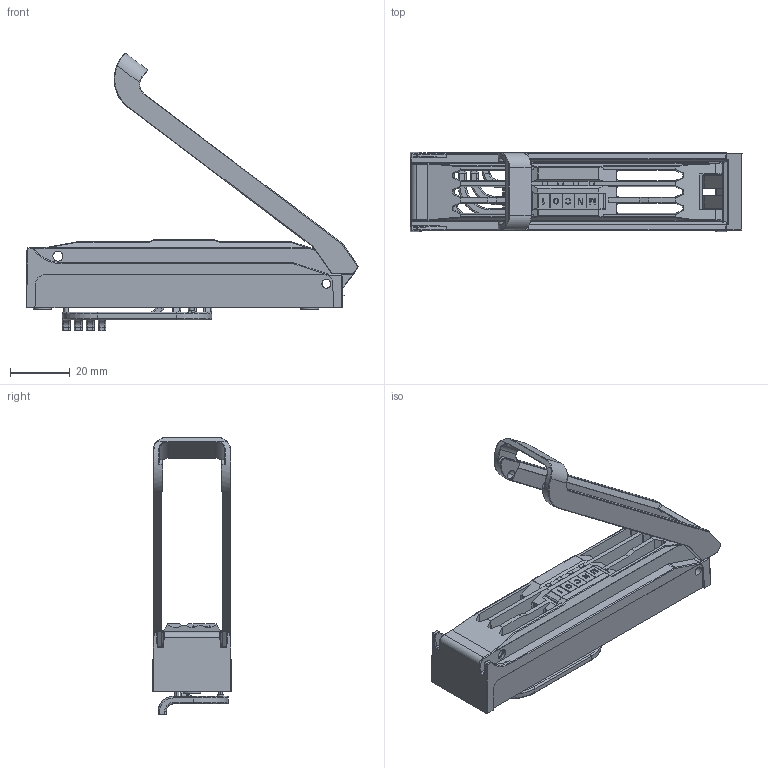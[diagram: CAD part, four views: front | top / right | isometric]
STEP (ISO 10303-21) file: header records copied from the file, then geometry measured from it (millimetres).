
FILE_DESCRIPTION((''),'2;1');
FILE_NAME('ASM0001_ASM','2018-01-10T',('Administrator'),(''),'PRO/ENGINEER BY PARAMETRIC TECHNOLOGY CORPORATION, 2011310','PRO/ENGINEER BY PARAMETRIC TECHNOLOGY CORPORATION, 2011310','');
FILE_SCHEMA(('CONFIG_CONTROL_DESIGN'));
Length unit declared in the file: millimetre
Products named in the file (5): 2U-12-TRAY_WWY-DOWN; 2U-12-TRAY_WWY-BIAOQIAN1; 2U-12-TRAY_WWY-TOP; 2U-12-TRAY_WWY-DAOGUANGZHU_1_1_; ASM0001_ASM
Assembly tree (4 placements, depth 2):
  ASM0001_ASM
    2U-12-TRAY_WWY-DOWN
    2U-12-TRAY_WWY-BIAOQIAN1
    2U-12-TRAY_WWY-TOP
    2U-12-TRAY_WWY-DAOGUANGZHU_1_1_
Bounding box: 111.17 x 26.5 x 93.04 mm (x, y, z)
Volume: 23515.7 mm3; surface area: 27945.4 mm2
Topology: 6 solids, 6 shells, 1089 faces, 2888 edges, 1783 vertices
Faces by surface type: plane 572, cylinder 320, torus 110, bspline 57, sphere 26, cone 4
Entity records: 37621 total; most frequent: CARTESIAN_POINT 10942, ORIENTED_EDGE 5726, DIRECTION 5331, EDGE_CURVE 2863, VECTOR 1863, LINE 1863, VERTEX_POINT 1783, AXIS2_PLACEMENT_3D 1734
